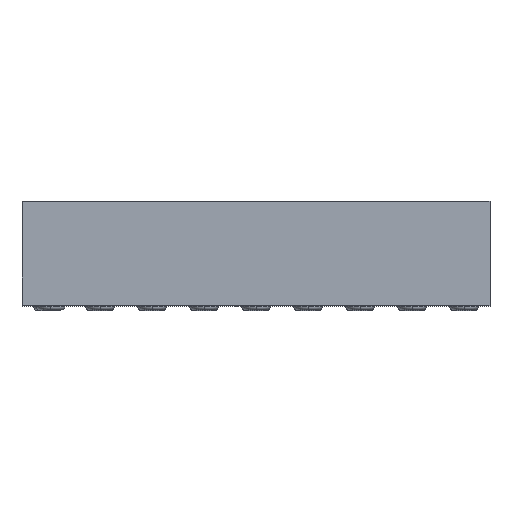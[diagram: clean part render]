
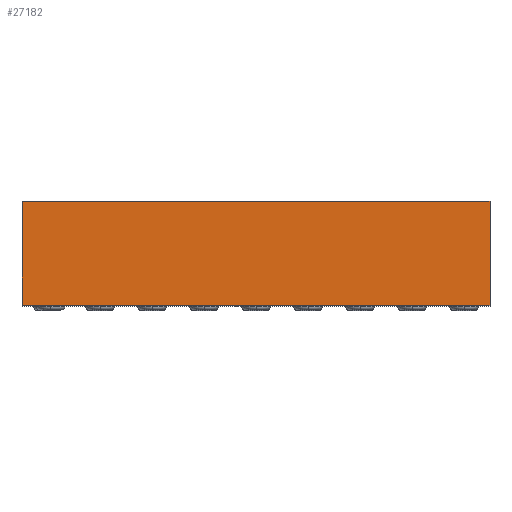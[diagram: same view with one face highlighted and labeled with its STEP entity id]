
A CAD part, top view. The second image highlights one B-rep face of the part: STEP entity #27182.
In plain terms, the highlighted planar face has unit normal (0, 0, 1).
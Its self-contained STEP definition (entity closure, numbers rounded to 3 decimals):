
#417 = PLANE ( 'NONE',  #22555 ) ;
#3180 = EDGE_CURVE ( 'NONE', #18428, #20481, #23191, .T. ) ;
#3757 = VERTEX_POINT ( 'NONE', #11208 ) ;
#4244 = ORIENTED_EDGE ( 'NONE', *, *, #14835, .F. ) ;
#4715 = EDGE_LOOP ( 'NONE', ( #21012, #4244, #21756, #23524 ) ) ;
#5756 = VERTEX_POINT ( 'NONE', #26780 ) ;
#6413 = CARTESIAN_POINT ( 'NONE',  ( -2.25, 0., 2.25 ) ) ;
#6877 = DIRECTION ( 'NONE',  ( 0., 0., -1. ) ) ;
#8137 = DIRECTION ( 'NONE',  ( 0., -1., 0. ) ) ;
#8631 = DIRECTION ( 'NONE',  ( 0., -1., 0. ) ) ;
#9521 = EDGE_CURVE ( 'NONE', #20481, #5756, #10661, .T. ) ;
#10661 = LINE ( 'NONE', #17010, #16390 ) ;
#11208 = CARTESIAN_POINT ( 'NONE',  ( 2.25, 1., 2.25 ) ) ;
#13861 = DIRECTION ( 'NONE',  ( 1., 0., 0. ) ) ;
#14303 = VECTOR ( 'NONE', #8631, 1000. ) ;
#14835 = EDGE_CURVE ( 'NONE', #3757, #5756, #25102, .T. ) ;
#15020 = DIRECTION ( 'NONE',  ( 1., 0., 0. ) ) ;
#15263 = CARTESIAN_POINT ( 'NONE',  ( 2.25, 1., 2.25 ) ) ;
#16117 = LINE ( 'NONE', #25095, #22067 ) ;
#16390 = VECTOR ( 'NONE', #15020, 1000. ) ;
#17010 = CARTESIAN_POINT ( 'NONE',  ( -2.25, 0., 2.25 ) ) ;
#18104 = FACE_OUTER_BOUND ( 'NONE', #4715, .T. ) ;
#18428 = VERTEX_POINT ( 'NONE', #22886 ) ;
#20226 = CARTESIAN_POINT ( 'NONE',  ( -2.25, 1., 2.25 ) ) ;
#20481 = VERTEX_POINT ( 'NONE', #6413 ) ;
#21012 = ORIENTED_EDGE ( 'NONE', *, *, #9521, .T. ) ;
#21756 = ORIENTED_EDGE ( 'NONE', *, *, #27526, .F. ) ;
#22053 = DIRECTION ( 'NONE',  ( -1., 0., 0. ) ) ;
#22067 = VECTOR ( 'NONE', #13861, 1000. ) ;
#22257 = VECTOR ( 'NONE', #8137, 1000. ) ;
#22555 = AXIS2_PLACEMENT_3D ( 'NONE', #20226, #6877, #22053 ) ;
#22782 = CARTESIAN_POINT ( 'NONE',  ( -2.25, 1., 2.25 ) ) ;
#22886 = CARTESIAN_POINT ( 'NONE',  ( -2.25, 1., 2.25 ) ) ;
#23191 = LINE ( 'NONE', #22782, #22257 ) ;
#23524 = ORIENTED_EDGE ( 'NONE', *, *, #3180, .T. ) ;
#25095 = CARTESIAN_POINT ( 'NONE',  ( -2.25, 1., 2.25 ) ) ;
#25102 = LINE ( 'NONE', #15263, #14303 ) ;
#26780 = CARTESIAN_POINT ( 'NONE',  ( 2.25, 0., 2.25 ) ) ;
#27182 = ADVANCED_FACE ( 'NONE', ( #18104 ), #417, .F. ) ;
#27526 = EDGE_CURVE ( 'NONE', #18428, #3757, #16117, .T. ) ;
